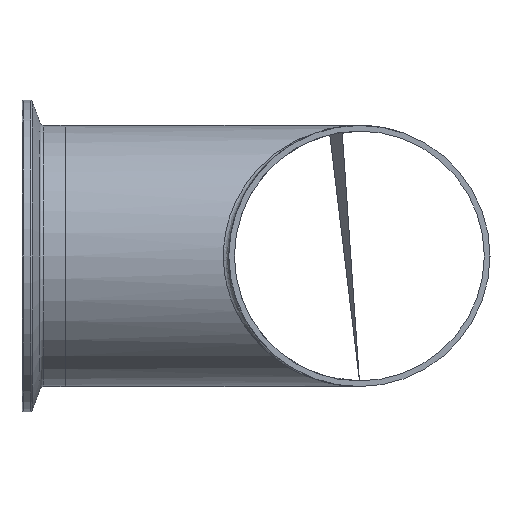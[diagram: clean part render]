
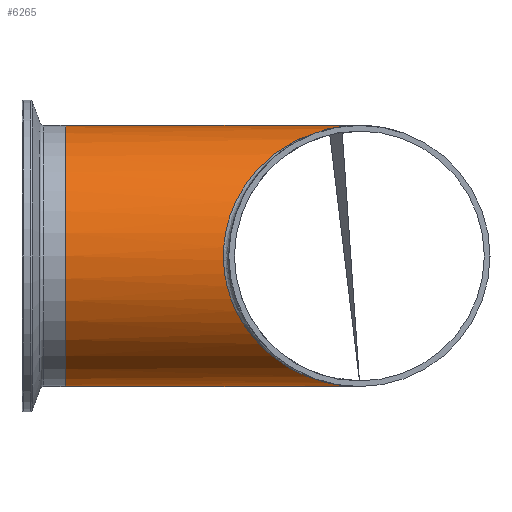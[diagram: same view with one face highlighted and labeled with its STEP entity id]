
A CAD part, left-side view. The second image highlights one B-rep face of the part: STEP entity #6265.
In plain terms, the highlighted cylindrical face has radius 38.1 mm (diameter 76.2 mm), a full revolution.
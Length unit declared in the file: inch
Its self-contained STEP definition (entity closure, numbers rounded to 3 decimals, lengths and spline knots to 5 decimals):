
#85=ELLIPSE('',#6621,2.16597,1.5);
#86=ELLIPSE('',#6622,2.16597,1.5);
#127=FACE_BOUND('',#1164,.T.);
#780=FACE_OUTER_BOUND('',#1163,.T.);
#1163=EDGE_LOOP('',(#5795,#5796));
#1164=EDGE_LOOP('',(#5797));
#1305=CIRCLE('',#6620,1.5);
#3072=VERTEX_POINT('',#13520);
#3073=VERTEX_POINT('',#13521);
#3075=VERTEX_POINT('',#13531);
#3988=EDGE_CURVE('',#3075,#3075,#1305,.T.);
#3989=EDGE_CURVE('',#3073,#3072,#85,.T.);
#3990=EDGE_CURVE('',#3072,#3073,#86,.T.);
#5795=ORIENTED_EDGE('',*,*,#3990,.F.);
#5796=ORIENTED_EDGE('',*,*,#3989,.F.);
#5797=ORIENTED_EDGE('',*,*,#3988,.T.);
#5874=CYLINDRICAL_SURFACE('',#6630,1.5);
#6265=ADVANCED_FACE('',(#780,#127),#5874,.T.);
#6620=AXIS2_PLACEMENT_3D('',#13532,#7754,#7755);
#6621=AXIS2_PLACEMENT_3D('',#13583,#7756,#7757);
#6622=AXIS2_PLACEMENT_3D('',#13634,#7758,#7759);
#6630=AXIS2_PLACEMENT_3D('',#13647,#7774,#7775);
#7754=DIRECTION('center_axis',(0.,-1.,0.));
#7755=DIRECTION('ref_axis',(1.,0.,0.));
#7756=DIRECTION('center_axis',(-0.721,-0.693,0.));
#7757=DIRECTION('ref_axis',(-0.693,0.721,0.));
#7758=DIRECTION('center_axis',(0.721,-0.693,0.));
#7759=DIRECTION('ref_axis',(0.693,0.721,0.));
#7774=DIRECTION('center_axis',(0.,-1.,0.));
#7775=DIRECTION('ref_axis',(1.,0.,0.));
#13520=CARTESIAN_POINT('',(0.,0.,
-1.5));
#13521=CARTESIAN_POINT('',(0.,0.,
1.5));
#13531=CARTESIAN_POINT('',(-1.5,3.375,0.));
#13532=CARTESIAN_POINT('Origin',(0.,3.375,0.));
#13583=CARTESIAN_POINT('Origin',(0.,0.,
0.));
#13634=CARTESIAN_POINT('Origin',(0.,0.,
0.));
#13647=CARTESIAN_POINT('Origin',(0.,3.375,0.));
